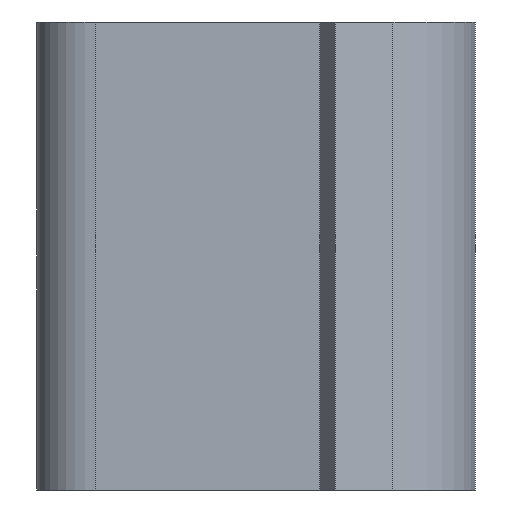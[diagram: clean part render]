
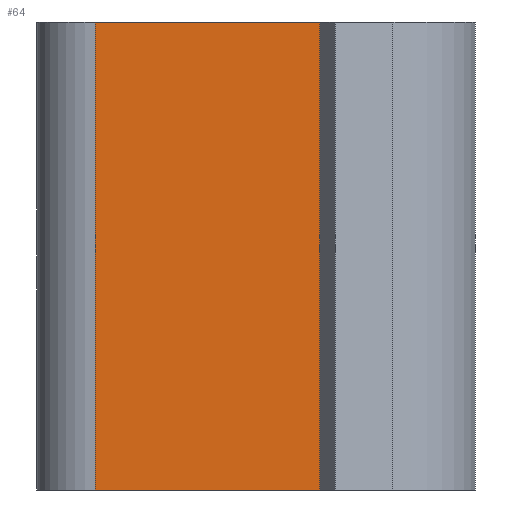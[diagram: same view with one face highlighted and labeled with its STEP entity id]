
A CAD part, left-side view. The second image highlights one B-rep face of the part: STEP entity #64.
In plain terms, the highlighted planar face has unit normal (-1, 0, 0).
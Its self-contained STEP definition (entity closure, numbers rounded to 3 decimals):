
#64 = ADVANCED_FACE( '', ( #126 ), #127, .F. );
#126 = FACE_OUTER_BOUND( '', #187, .T. );
#127 = PLANE( '', #188 );
#187 = EDGE_LOOP( '', ( #315, #316, #317, #318 ) );
#188 = AXIS2_PLACEMENT_3D( '', #319, #320, #321 );
#315 = ORIENTED_EDGE( '', *, *, #352, .T. );
#316 = ORIENTED_EDGE( '', *, *, #378, .F. );
#317 = ORIENTED_EDGE( '', *, *, #389, .F. );
#318 = ORIENTED_EDGE( '', *, *, #362, .T. );
#319 = CARTESIAN_POINT( '', ( -30., 13., 8. ) );
#320 = DIRECTION( '', ( 1., 0., 0. ) );
#321 = DIRECTION( '', ( 0., 0., -1. ) );
#352 = EDGE_CURVE( '', #412, #410, #413, .T. );
#362 = EDGE_CURVE( '', #430, #412, #431, .T. );
#378 = EDGE_CURVE( '', #453, #410, #455, .T. );
#389 = EDGE_CURVE( '', #430, #453, #471, .T. );
#410 = VERTEX_POINT( '', #496 );
#412 = VERTEX_POINT( '', #498 );
#413 = LINE( '', #499, #500 );
#430 = VERTEX_POINT( '', #522 );
#431 = LINE( '', #523, #524 );
#453 = VERTEX_POINT( '', #553 );
#455 = LINE( '', #555, #556 );
#471 = LINE( '', #578, #579 );
#496 = CARTESIAN_POINT( '', ( -30., 3.8, -8. ) );
#498 = CARTESIAN_POINT( '', ( -30., 13., -8. ) );
#499 = CARTESIAN_POINT( '', ( -30., 13., -8. ) );
#500 = VECTOR( '', #605, 1000. );
#522 = CARTESIAN_POINT( '', ( -30., 13., 8. ) );
#523 = CARTESIAN_POINT( '', ( -30., 13., 8. ) );
#524 = VECTOR( '', #620, 1000. );
#553 = CARTESIAN_POINT( '', ( -30., 3.8, 8. ) );
#555 = CARTESIAN_POINT( '', ( -30., 3.8, 8. ) );
#556 = VECTOR( '', #640, 1000. );
#578 = CARTESIAN_POINT( '', ( -30., 13., 8. ) );
#579 = VECTOR( '', #653, 1000. );
#605 = DIRECTION( '', ( 0., -1., 0. ) );
#620 = DIRECTION( '', ( 0., 0., -1. ) );
#640 = DIRECTION( '', ( 0., 0., -1. ) );
#653 = DIRECTION( '', ( 0., -1., 0. ) );
